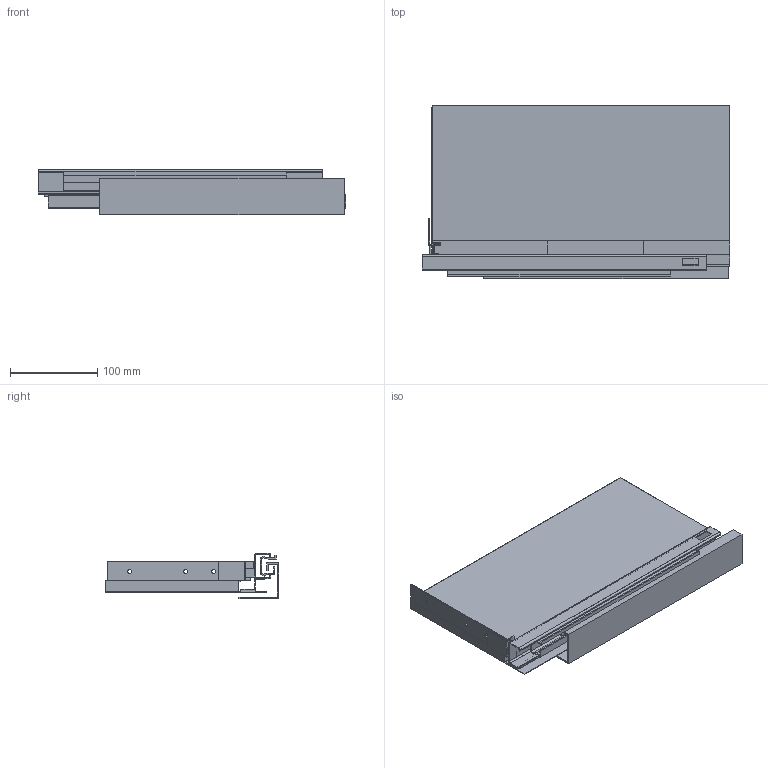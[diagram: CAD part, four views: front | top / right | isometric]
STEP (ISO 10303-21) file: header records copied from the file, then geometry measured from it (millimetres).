
FILE_DESCRIPTION (( 'STEP AP214' ), '1' );
FILE_NAME ('F000198,F000232-CLOSED_RIGHT_3D.step', '2022-10-10T14:39:46', ( '' ), ( '' ), 'SwSTEP 2.0', 'SolidWorks 2020', '' );
FILE_SCHEMA (( 'AUTOMOTIVE_DESIGN' ));
Length unit declared in the file: millimetre
Products named in the file (6): F000198,F000232-CLOSED_RIGHT_3D; RiexTrack-300,350-VNEJSI-PRAVY; RiexTrack Bocnice-350-H185-PRAVA; NU70,NU80-350-VNITRNI_PRAVY; NU70,NU80-350-STREDNI; RiexTrack-350_CLOSED_RIGHT_3D
Assembly tree (5 placements, depth 3):
  F000198,F000232-CLOSED_RIGHT_3D
    RiexTrack-350_CLOSED_RIGHT_3D
      RiexTrack-300,350-VNEJSI-PRAVY
      NU70,NU80-350-STREDNI
      NU70,NU80-350-VNITRNI_PRAVY
    RiexTrack Bocnice-350-H185-PRAVA
Bounding box: 351.5 x 198.5 x 51.7 mm (x, y, z)
Volume: 206349.6 mm3; surface area: 413549.4 mm2
Topology: 8 solids, 8 shells, 289 faces, 753 edges, 480 vertices
Faces by surface type: plane 141, cylinder 88, cone 60
Entity records: 9227 total; most frequent: DIRECTION 1589, CARTESIAN_POINT 1531, ORIENTED_EDGE 1506, EDGE_CURVE 753, AXIS2_PLACEMENT_3D 538, VECTOR 513, LINE 513, VERTEX_POINT 480
